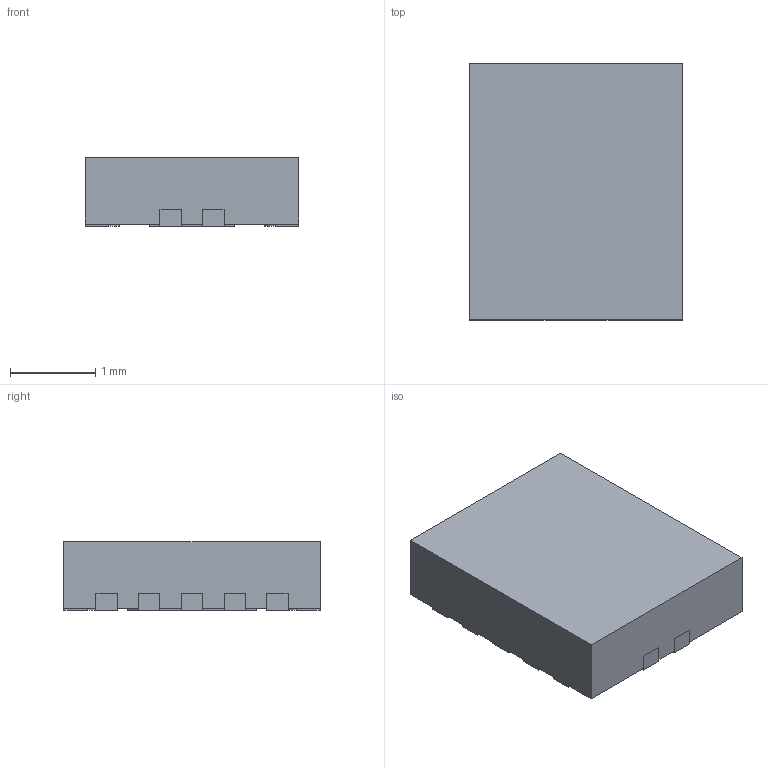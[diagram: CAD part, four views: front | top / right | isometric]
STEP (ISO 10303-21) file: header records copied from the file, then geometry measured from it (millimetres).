
FILE_DESCRIPTION(('CAx-IF Rec.Pracs.---Model Styling and Organization---1.5---2016-08-15','CAx-IF Rec.Pracs.---Geometric and Assembly Validation Properties---4.4---2016-08-17','CAx-IF Rec.Pracs.---User Defined Attributes---1.5---2016-08-15','CAx-IF Rec.Pracs.---External References---2.1---2005-01-19'),'2;1');
FILE_NAME('14840207.step','2025-05-18T12:19:07',('Unspecified'),('Unspecified'),'CAD Exchanger 3.10.2 (cadexchanger.com)','Unspecified','');
FILE_SCHEMA(('AUTOMOTIVE_DESIGN { 1 0 10303 214 1 1 1 1 }'));
Length unit declared in the file: millimetre
Products named in the file (3): BQA0014A_ASM; FRAME; BODY
Assembly tree (2 placements, depth 2):
  BQA0014A_ASM
    FRAME
    BODY
Bounding box: 2.5 x 3 x 0.8 mm (x, y, z)
Volume: 5.9 mm3; surface area: 35.9 mm2
Topology: 16 solids, 16 shells, 215 faces, 546 edges, 364 vertices
Faces by surface type: plane 159, cylinder 56
Entity records: 6753 total; most frequent: CARTESIAN_POINT 1131, DIRECTION 1094, ORIENTED_EDGE 1092, EDGE_CURVE 546, LINE 434, VECTOR 434, VERTEX_POINT 364, AXIS2_PLACEMENT_3D 330
